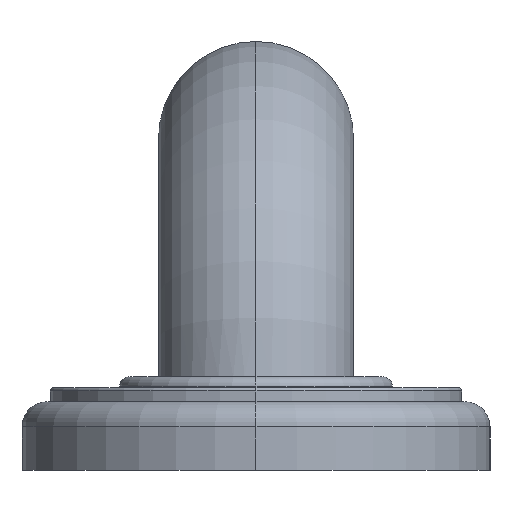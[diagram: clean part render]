
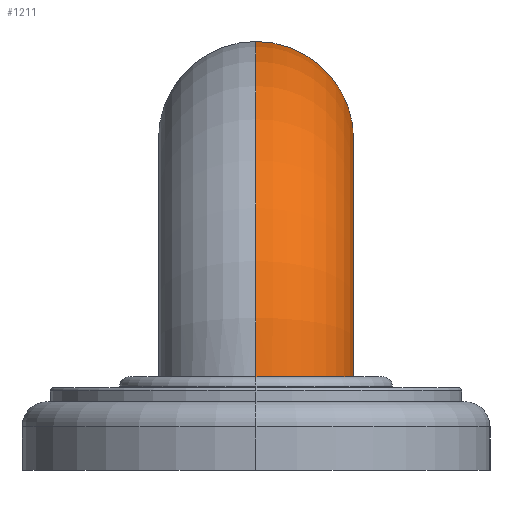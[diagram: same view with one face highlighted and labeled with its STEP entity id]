
A CAD part, left-side view. The second image highlights one B-rep face of the part: STEP entity #1211.
In plain terms, the highlighted toroidal (fillet/blend) face has major radius 41.275 mm and minor radius 15.875 mm.
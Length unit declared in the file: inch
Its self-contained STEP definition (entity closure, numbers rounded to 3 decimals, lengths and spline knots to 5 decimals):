
#492=CARTESIAN_POINT('',(-4.375,0.,2.125));
#493=DIRECTION('',(1.,0.,0.));
#494=DIRECTION('',(0.,0.,1.));
#495=AXIS2_PLACEMENT_3D('',#492,#493,#494);
#507=CARTESIAN_POINT('',(-4.375,0.,0.5));
#508=DIRECTION('',(0.,1.,0.));
#509=DIRECTION('',(-0.999,0.,0.044));
#510=AXIS2_PLACEMENT_3D('',#507,#508,#509);
#531=CARTESIAN_POINT('',(-5.36999,0.,0.6));
#561=CARTESIAN_POINT('',(-6.62278,0.,0.6));
#566=CARTESIAN_POINT('',(-6.62278,0.,0.6));
#567=CARTESIAN_POINT('',(-6.62278,-0.02313,0.6));
#568=CARTESIAN_POINT('',(-6.62023,-0.0691,0.6));
#569=CARTESIAN_POINT('',(-6.60873,-0.13766,0.6));
#570=CARTESIAN_POINT('',(-6.58973,-0.20439,0.6));
#571=CARTESIAN_POINT('',(-6.56349,-0.26856,0.6));
#572=CARTESIAN_POINT('',(-6.53036,-0.32938,0.6));
#573=CARTESIAN_POINT('',(-6.4903,-0.38671,0.6));
#574=CARTESIAN_POINT('',(-6.44394,-0.43935,0.6));
#575=CARTESIAN_POINT('',(-6.39211,-0.48638,0.6));
#576=CARTESIAN_POINT('',(-6.33495,-0.52764,0.6));
#577=CARTESIAN_POINT('',(-6.27242,-0.56276,0.6));
#578=CARTESIAN_POINT('',(-6.20609,-0.59053,0.6));
#579=CARTESIAN_POINT('',(-6.1376,-0.61039,0.6));
#580=CARTESIAN_POINT('',(-6.0677,-0.62234,0.6));
#581=CARTESIAN_POINT('',(-5.99688,-0.62633,0.6));
#582=CARTESIAN_POINT('',(-5.92607,-0.62233,0.6));
#583=CARTESIAN_POINT('',(-5.85608,-0.61037,0.6));
#584=CARTESIAN_POINT('',(-5.78747,-0.59047,0.6));
#585=CARTESIAN_POINT('',(-5.721,-0.56264,0.6));
#586=CARTESIAN_POINT('',(-5.65836,-0.52748,0.6));
#587=CARTESIAN_POINT('',(-5.60111,-0.48618,0.6));
#588=CARTESIAN_POINT('',(-5.54914,-0.43909,0.6));
#589=CARTESIAN_POINT('',(-5.50266,-0.38639,0.6));
#590=CARTESIAN_POINT('',(-5.46253,-0.32904,0.6));
#591=CARTESIAN_POINT('',(-5.42936,-0.26825,0.6));
#592=CARTESIAN_POINT('',(-5.40308,-0.20415,0.6));
#593=CARTESIAN_POINT('',(-5.38406,-0.13752,0.6));
#594=CARTESIAN_POINT('',(-5.37255,-0.06907,0.6));
#595=CARTESIAN_POINT('',(-5.36999,-0.02312,0.6));
#596=CARTESIAN_POINT('',(-5.36999,0.,0.6));
#819=CARTESIAN_POINT('',(-4.375,0.,0.5));
#820=DIRECTION('',(0.,1.,0.));
#821=DIRECTION('',(-0.995,0.,0.1));
#822=AXIS2_PLACEMENT_3D('',#819,#820,#821);
#914=CARTESIAN_POINT('',(-4.375,0.,1.5));
#915=CARTESIAN_POINT('',(-4.375,0.,2.75));
#916=VERTEX_POINT('',#914);
#917=VERTEX_POINT('',#915);
#924=VERTEX_POINT('',#531);
#925=VERTEX_POINT('',#561);
#1197=CARTESIAN_POINT('',(-4.375,0.,0.5));
#1198=DIRECTION('',(0.,1.,0.));
#1199=DIRECTION('',(1.,0.,0.));
#1200=AXIS2_PLACEMENT_3D('',#1197,#1198,#1199);
#1201=TOROIDAL_SURFACE('',#1200,1.625,0.625);
#1203=ORIENTED_EDGE('',*,*,#1202,.F.);
#1205=ORIENTED_EDGE('',*,*,#1204,.T.);
#1206=ORIENTED_EDGE('',*,*,#1187,.T.);
#1208=ORIENTED_EDGE('',*,*,#1207,.F.);
#1209=EDGE_LOOP('',(#1203,#1205,#1206,#1208));
#1210=FACE_OUTER_BOUND('',#1209,.F.);
#496=CIRCLE('',#495,0.625);
#511=CIRCLE('',#510,2.25);
#597=B_SPLINE_CURVE_WITH_KNOTS('',3,(#566,#567,#568,#569,#570,#571,#572,#573,
#574,#575,#576,#577,#578,#579,#580,#581,#582,#583,#584,#585,#586,#587,#588,#589,
#590,#591,#592,#593,#594,#595,#596),.UNSPECIFIED.,.F.,.F.,(4,1,1,1,1,1,1,1,1,1,
1,1,1,1,1,1,1,1,1,1,1,1,1,1,1,1,1,1,4),(0.,0.03571,
0.07143,0.10714,0.14286,0.17857,
0.21429,0.25,0.28571,0.32143,0.35714,
0.39286,0.42857,0.46429,0.5,0.53571,
0.57143,0.60714,0.64286,0.67857,
0.71429,0.75,0.78571,0.82143,0.85714,
0.89286,0.92857,0.96429,1.),.UNSPECIFIED.);
#823=CIRCLE('',#822,1.);
#1187=EDGE_CURVE('',#917,#916,#496,.T.);
#1202=EDGE_CURVE('',#925,#924,#597,.T.);
#1204=EDGE_CURVE('',#925,#917,#511,.T.);
#1207=EDGE_CURVE('',#924,#916,#823,.T.);
#1211=ADVANCED_FACE('',(#1210),#1201,.T.);
